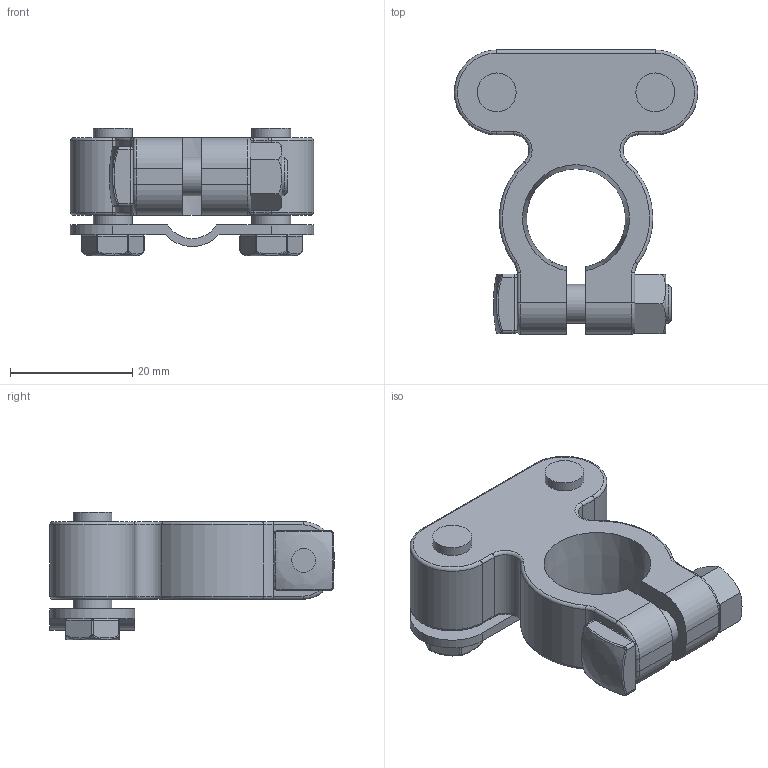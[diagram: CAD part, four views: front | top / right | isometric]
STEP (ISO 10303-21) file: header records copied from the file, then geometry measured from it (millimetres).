
FILE_DESCRIPTION(/* description */ (''),/* implementation_level */ '2;1');
FILE_NAME(/* name */ 'sea terminal.stp',/* time_stamp */ '2013-07-25T14:27:09-04:00',/* author */ ('Saville'),/* organization */ (''),/* preprocessor_version */ 'ST-DEVELOPER v15.2',/* originating_system */ 'Autodesk Inventor 2014',/* authorisation */ '');
FILE_SCHEMA (('AUTOMOTIVE_DESIGN { 1 0 10303 214 3 1 1 }'));
Length unit declared in the file: inch
Products named in the file (1): sea terminal
Bounding box: 39.85 x 46.51 x 20.95 mm (x, y, z)
Volume: 13625 mm3; surface area: 8766.5 mm2
Topology: 6 solids, 6 shells, 203 faces, 465 edges, 312 vertices
Faces by surface type: cylinder 74, plane 50, sphere 31, torus 25, bspline 21, cone 2
Full cylindrical faces by diameter (mm): 6.35 x10
Entity records: 6466 total; most frequent: CARTESIAN_POINT 1988, DIRECTION 988, ORIENTED_EDGE 830, EDGE_CURVE 415, AXIS2_PLACEMENT_3D 405, VERTEX_POINT 241, EDGE_LOOP 234, CIRCLE 220
